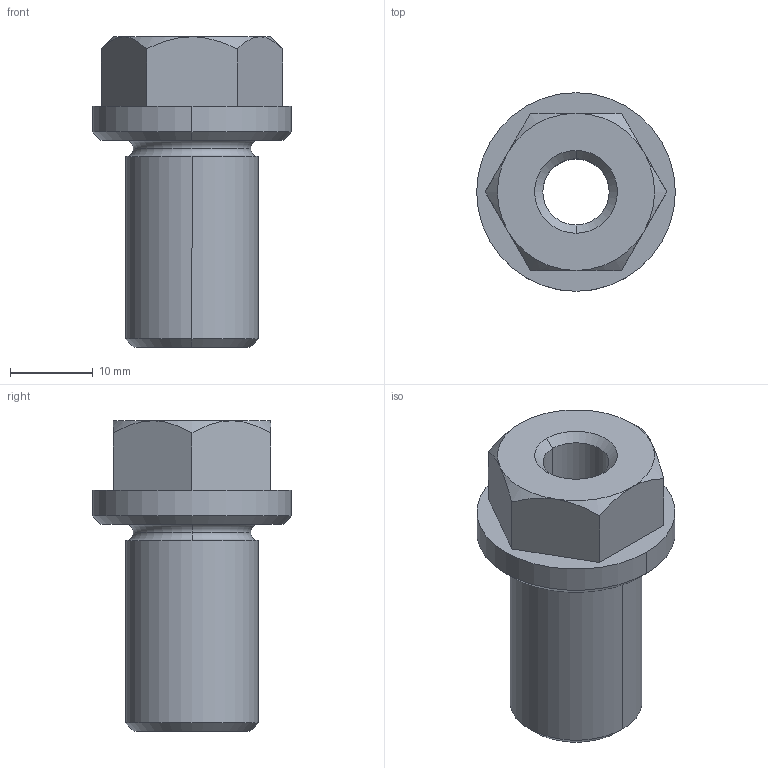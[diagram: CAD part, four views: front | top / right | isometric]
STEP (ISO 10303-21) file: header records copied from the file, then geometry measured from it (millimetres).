
FILE_DESCRIPTION(('STEP AP214'),'1');
FILE_NAME(' ',' ',('TraceParts'),('TraceParts S.A.'),'XStep 1.0',' ',' ');
FILE_SCHEMA(('automotive_design'));
Length unit declared in the file: millimetre
Products named in the file (1): 1
Bounding box: 24 x 24 x 37.5 mm (x, y, z)
Volume: 7129.5 mm3; surface area: 3834.8 mm2
Topology: 1 solids, 1 shells, 38 faces, 83 edges, 49 vertices
Faces by surface type: cone 16, plane 10, cylinder 8, torus 4
Entity records: 2008 total; most frequent: CARTESIAN_POINT 195, DIRECTION 190, STYLED_ITEM 170, PRESENTATION_STYLE_ASSIGNMENT 170, COLOUR_RGB 170, ORIENTED_EDGE 166, EDGE_CURVE 83, CURVE_STYLE 83
